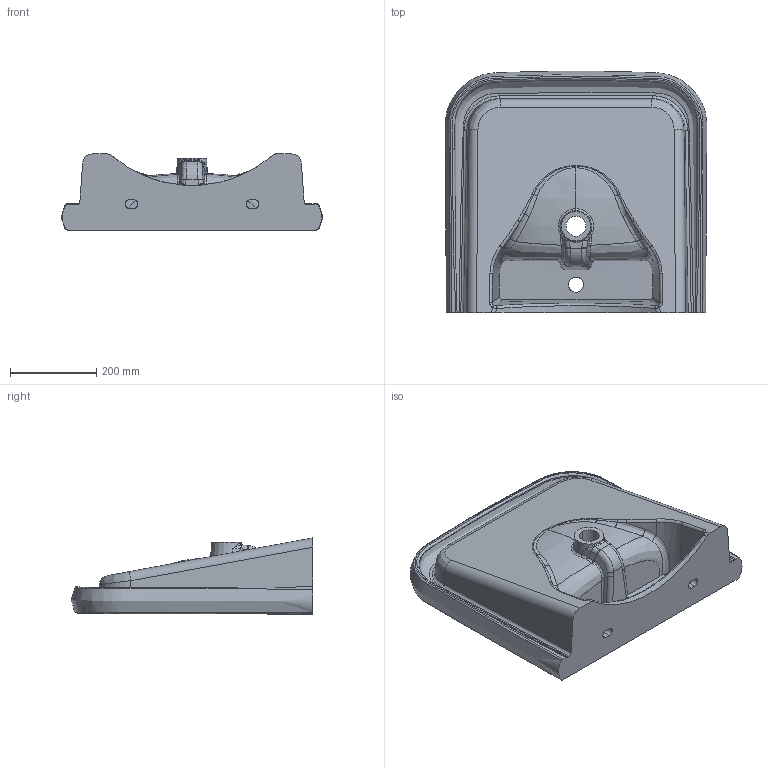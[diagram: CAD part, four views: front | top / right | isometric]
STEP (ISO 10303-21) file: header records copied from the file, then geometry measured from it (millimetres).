
FILE_DESCRIPTION((''),'2;1');
FILE_NAME('8060GB','2020-04-02T',('Administrator'),('Globeunion.com'),'PRO/ENGINEER BY PARAMETRIC TECHNOLOGY CORPORATION, 2010100','PRO/ENGINEER BY PARAMETRIC TECHNOLOGY CORPORATION, 2010100','');
FILE_SCHEMA(('CONFIG_CONTROL_DESIGN'));
Length unit declared in the file: millimetre
Products named in the file (1): 8060GB
Bounding box: 604.99 x 558.88 x 176 mm (x, y, z)
Volume: 18674679.2 mm3; surface area: 1090732.1 mm2
Topology: 1 solids, 1 shells, 162 faces, 410 edges, 251 vertices
Faces by surface type: bspline 93, cylinder 36, plane 22, cone 6, torus 5
Entity records: 15337 total; most frequent: CARTESIAN_POINT 12294, ORIENTED_EDGE 820, EDGE_CURVE 410, DIRECTION 314, B_SPLINE_CURVE_WITH_KNOTS 281, VERTEX_POINT 251, EDGE_LOOP 171, FACE_OUTER_BOUND 162
